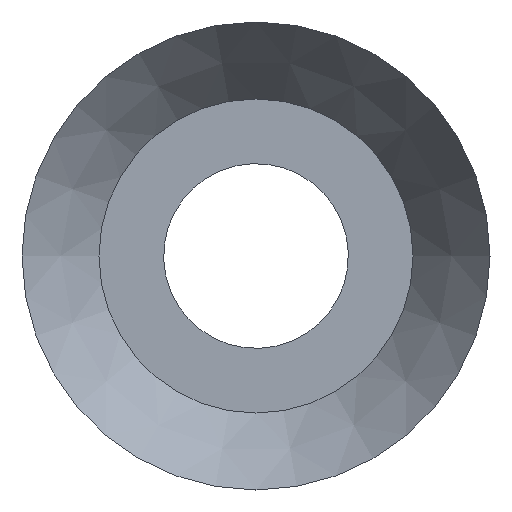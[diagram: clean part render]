
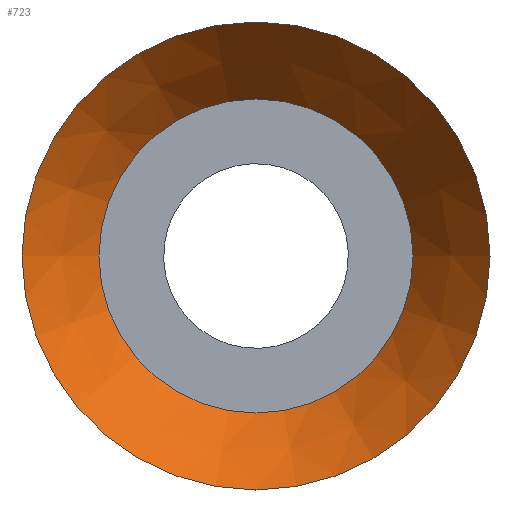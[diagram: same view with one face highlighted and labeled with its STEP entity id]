
A CAD part, front view. The second image highlights one B-rep face of the part: STEP entity #723.
In plain terms, the highlighted conical face has half-angle 36.79 degrees and reference radius 15.875 mm.
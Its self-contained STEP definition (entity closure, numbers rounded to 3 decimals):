
#14=CONICAL_SURFACE('',#802,15.875,0.642);
#36=LINE('',#1203,#68);
#68=VECTOR('',#952,15.875);
#125=FACE_OUTER_BOUND('',#167,.T.);
#167=EDGE_LOOP('',(#494,#495,#496,#497,#498,#499));
#218=CIRCLE('',#800,12.75);
#219=CIRCLE('',#801,12.75);
#220=CIRCLE('',#803,19.);
#221=CIRCLE('',#804,19.);
#292=VERTEX_POINT('',#1194);
#293=VERTEX_POINT('',#1195);
#294=VERTEX_POINT('',#1200);
#295=VERTEX_POINT('',#1201);
#370=EDGE_CURVE('',#292,#293,#218,.T.);
#372=EDGE_CURVE('',#293,#292,#219,.T.);
#373=EDGE_CURVE('',#294,#295,#220,.T.);
#374=EDGE_CURVE('',#295,#293,#36,.T.);
#375=EDGE_CURVE('',#295,#294,#221,.T.);
#494=ORIENTED_EDGE('',*,*,#373,.T.);
#495=ORIENTED_EDGE('',*,*,#374,.T.);
#496=ORIENTED_EDGE('',*,*,#370,.F.);
#497=ORIENTED_EDGE('',*,*,#372,.F.);
#498=ORIENTED_EDGE('',*,*,#374,.F.);
#499=ORIENTED_EDGE('',*,*,#375,.T.);
#723=ADVANCED_FACE('',(#125),#14,.F.);
#800=AXIS2_PLACEMENT_3D('',#1196,#943,#944);
#801=AXIS2_PLACEMENT_3D('',#1198,#946,#947);
#802=AXIS2_PLACEMENT_3D('',#1199,#948,#949);
#803=AXIS2_PLACEMENT_3D('',#1202,#950,#951);
#804=AXIS2_PLACEMENT_3D('',#1204,#953,#954);
#943=DIRECTION('center_axis',(0.,-1.,0.));
#944=DIRECTION('ref_axis',(1.,0.,0.));
#946=DIRECTION('center_axis',(0.,-1.,0.));
#947=DIRECTION('ref_axis',(1.,0.,0.));
#948=DIRECTION('center_axis',(0.,-1.,0.));
#949=DIRECTION('ref_axis',(1.,0.,0.));
#950=DIRECTION('center_axis',(0.,-1.,0.));
#951=DIRECTION('ref_axis',(1.,0.,0.));
#952=DIRECTION('',(0.599,0.801,0.));
#953=DIRECTION('center_axis',(0.,-1.,0.));
#954=DIRECTION('ref_axis',(1.,0.,0.));
#1194=CARTESIAN_POINT('',(12.75,6.358,0.));
#1195=CARTESIAN_POINT('',(-12.75,6.358,0.));
#1196=CARTESIAN_POINT('Origin',(0.,6.358,0.));
#1198=CARTESIAN_POINT('Origin',(0.,6.358,0.));
#1199=CARTESIAN_POINT('Origin',(0.,2.179,0.));
#1200=CARTESIAN_POINT('',(19.,-2.,0.));
#1201=CARTESIAN_POINT('',(-19.,-2.,0.));
#1202=CARTESIAN_POINT('Origin',(0.,-2.,0.));
#1203=CARTESIAN_POINT('',(-15.875,2.179,0.));
#1204=CARTESIAN_POINT('Origin',(0.,-2.,0.));
